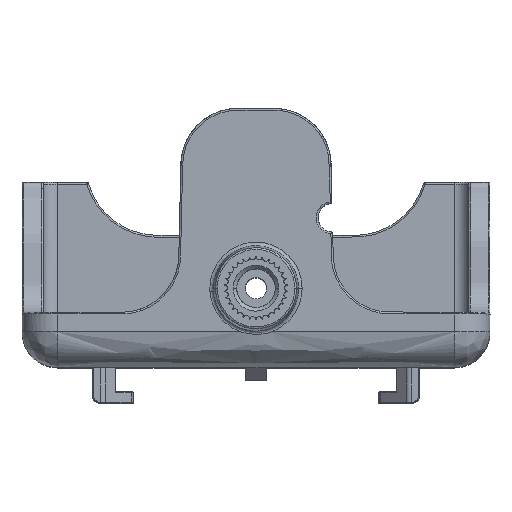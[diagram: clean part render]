
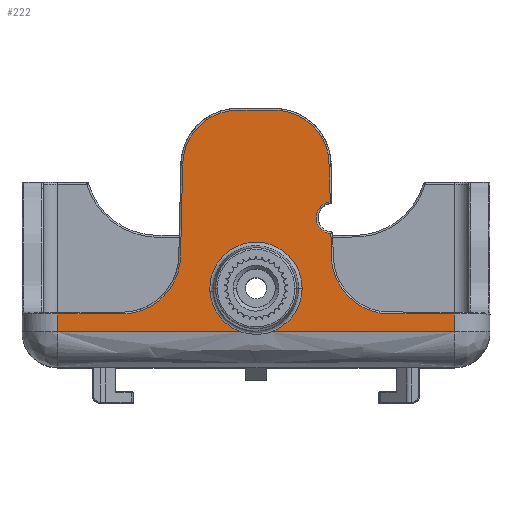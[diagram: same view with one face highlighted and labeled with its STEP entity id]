
A CAD part, top view. The second image highlights one B-rep face of the part: STEP entity #222.
In plain terms, the highlighted free-form (B-spline) face has degree [3, 3] with [4, 4] control points.
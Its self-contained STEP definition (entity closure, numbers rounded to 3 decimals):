
#222=ADVANCED_FACE('',(#719),#7776,.T.);
#719=FACE_OUTER_BOUND('',#1221,.T.);
#1221=EDGE_LOOP('',(#2281,#2282,#2283,#2284,#2285,#2286,#2287,#2288,#2289,
#2290));
#2281=ORIENTED_EDGE('',*,*,#4718,.T.);
#2282=ORIENTED_EDGE('',*,*,#4191,.T.);
#2283=ORIENTED_EDGE('',*,*,#4700,.T.);
#2284=ORIENTED_EDGE('',*,*,#5019,.F.);
#2285=ORIENTED_EDGE('',*,*,#4812,.F.);
#2286=ORIENTED_EDGE('',*,*,#5017,.F.);
#2287=ORIENTED_EDGE('',*,*,#4974,.F.);
#2288=ORIENTED_EDGE('',*,*,#4188,.T.);
#2289=ORIENTED_EDGE('',*,*,#4717,.F.);
#2290=ORIENTED_EDGE('',*,*,#4719,.F.);
#4188=EDGE_CURVE('',#6805,#6808,#5493,.T.);
#4191=EDGE_CURVE('',#6807,#6806,#5495,.T.);
#4700=EDGE_CURVE('',#6806,#7200,#6004,.T.);
#4717=EDGE_CURVE('',#7203,#6808,#6021,.T.);
#4718=EDGE_CURVE('',#7202,#6807,#6022,.T.);
#4719=EDGE_CURVE('',#7202,#7203,#6023,.T.);
#4812=EDGE_CURVE('',#7201,#7199,#6116,.T.);
#4974=EDGE_CURVE('',#6805,#7198,#6267,.T.);
#5017=EDGE_CURVE('',#7198,#7201,#6269,.T.);
#5019=EDGE_CURVE('',#7199,#7200,#6270,.T.);
#5493=B_SPLINE_CURVE_WITH_KNOTS('',1,(#14738,#14739),.UNSPECIFIED.,.F.,
 .F.,(2,2),(0.,25.654),.UNSPECIFIED.);
#5495=B_SPLINE_CURVE_WITH_KNOTS('',1,(#14745,#14746),.UNSPECIFIED.,.F.,
 .F.,(2,2),(29.896,55.55),.UNSPECIFIED.);
#6004=B_SPLINE_CURVE_WITH_KNOTS('',3,(#16792,#16793,#16794,#16795),
 .UNSPECIFIED.,.F.,.F.,(4,4),(-35.,-32.5),.UNSPECIFIED.);
#6021=B_SPLINE_CURVE_WITH_KNOTS('',3,(#16863,#16864,#16865,#16866,#16867),
 .UNSPECIFIED.,.F.,.F.,(4,1,4),(-19.855,-14.891,-12.305),
 .UNSPECIFIED.);
#6022=B_SPLINE_CURVE_WITH_KNOTS('',3,(#16868,#16869,#16870,#16871,#16872),
 .UNSPECIFIED.,.F.,.F.,(4,1,4),(0.,4.964,7.983),
 .UNSPECIFIED.);
#6023=B_SPLINE_CURVE_WITH_KNOTS('',3,(#16873,#16874,#16875,#16876,#16877,
#16878,#16879),.UNSPECIFIED.,.F.,.F.,(4,1,1,1,4),(-40.577,-35.396,
-30.216,-25.035,-19.855),.UNSPECIFIED.);
#6116=B_SPLINE_CURVE_WITH_KNOTS('',3,(#17300,#17301,#17302,#17303,#17304,
#17305),.UNSPECIFIED.,.F.,.F.,(4,1,1,4),(0.251,1.892,
3.534,6.818),.UNSPECIFIED.);
#6267=B_SPLINE_CURVE_WITH_KNOTS('',1,(#18017,#18018),.UNSPECIFIED.,.F.,
 .F.,(2,2),(-35.,-32.5),.UNSPECIFIED.);
#6269=B_SPLINE_CURVE_WITH_KNOTS('',3,(#18219,#18220,#18221,#18222,#18223,
#18224,#18225,#18226,#18227,#18228,#18229,#18230,#18231,#18232,#18233,#18234,
#18235,#18236,#18237,#18238,#18239,#18240,#18241,#18242,#18243),
 .UNSPECIFIED.,.F.,.F.,(4,3,1,3,3,1,3,3,1,3,4),(0.,8.962,
15.349,21.736,34.648,40.648,46.648,
51.702,57.702,63.702,68.967),
 .UNSPECIFIED.);
#6270=B_SPLINE_CURVE_WITH_KNOTS('',3,(#18247,#18248,#18249,#18250,#18251,
#18252,#18253,#18254,#18255,#18256,#18257),.UNSPECIFIED.,.F.,.F.,(4,3,1,
3,4),(0.237,3.411,9.798,16.184,
25.147),.UNSPECIFIED.);
#6805=VERTEX_POINT('',#14154);
#6806=VERTEX_POINT('',#14155);
#6807=VERTEX_POINT('',#14156);
#6808=VERTEX_POINT('',#14157);
#7198=VERTEX_POINT('',#14547);
#7199=VERTEX_POINT('',#14548);
#7200=VERTEX_POINT('',#14549);
#7201=VERTEX_POINT('',#14550);
#7202=VERTEX_POINT('',#14551);
#7203=VERTEX_POINT('',#14552);
#7776=B_SPLINE_SURFACE_WITH_KNOTS('',3,3,((#10776,#10777,#10778,#10779),
(#10780,#10781,#10782,#10783),(#10784,#10785,#10786,#10787),(#10788,#10789,
#10790,#10791)),.UNSPECIFIED.,.F.,.F.,.F.,(4,4),(4,4),(0.,55.55),
(3.7,35.),.UNSPECIFIED.);
#10776=CARTESIAN_POINT('',(27.775,36.3,47.5));
#10777=CARTESIAN_POINT('',(27.775,25.867,47.5));
#10778=CARTESIAN_POINT('',(27.775,15.433,47.5));
#10779=CARTESIAN_POINT('',(27.775,5.,47.5));
#10780=CARTESIAN_POINT('',(9.258,36.3,47.5));
#10781=CARTESIAN_POINT('',(9.258,25.867,47.5));
#10782=CARTESIAN_POINT('',(9.258,15.433,47.5));
#10783=CARTESIAN_POINT('',(9.258,5.,47.5));
#10784=CARTESIAN_POINT('',(-9.258,36.3,47.5));
#10785=CARTESIAN_POINT('',(-9.258,25.867,47.5));
#10786=CARTESIAN_POINT('',(-9.258,15.433,47.5));
#10787=CARTESIAN_POINT('',(-9.258,5.,47.5));
#10788=CARTESIAN_POINT('',(-27.775,36.3,47.5));
#10789=CARTESIAN_POINT('',(-27.775,25.867,47.5));
#10790=CARTESIAN_POINT('',(-27.775,15.433,47.5));
#10791=CARTESIAN_POINT('',(-27.775,5.,47.5));
#14154=CARTESIAN_POINT('',(-27.775,5.,47.5));
#14155=CARTESIAN_POINT('',(27.775,5.,47.5));
#14156=CARTESIAN_POINT('',(2.119,5.002,47.5));
#14157=CARTESIAN_POINT('',(-2.12,5.002,47.5));
#14547=CARTESIAN_POINT('',(-27.775,7.5,47.5));
#14548=CARTESIAN_POINT('',(10.494,18.738,47.5));
#14549=CARTESIAN_POINT('',(27.775,7.5,47.5));
#14550=CARTESIAN_POINT('',(10.393,23.21,47.5));
#14551=CARTESIAN_POINT('',(6.458,11.1,47.5));
#14552=CARTESIAN_POINT('',(-6.444,10.666,47.5));
#14738=CARTESIAN_POINT('',(-27.775,5.,47.5));
#14739=CARTESIAN_POINT('',(-2.12,5.002,47.5));
#14745=CARTESIAN_POINT('',(2.119,5.002,47.5));
#14746=CARTESIAN_POINT('',(27.775,5.,47.5));
#16792=CARTESIAN_POINT('',(27.775,5.,47.5));
#16793=CARTESIAN_POINT('',(27.775,5.833,47.5));
#16794=CARTESIAN_POINT('',(27.775,6.667,47.5));
#16795=CARTESIAN_POINT('',(27.775,7.5,47.5));
#16863=CARTESIAN_POINT('',(-6.444,10.666,47.5));
#16864=CARTESIAN_POINT('',(-6.341,9.013,47.5));
#16865=CARTESIAN_POINT('',(-5.152,6.58,47.5));
#16866=CARTESIAN_POINT('',(-2.934,5.287,47.5));
#16867=CARTESIAN_POINT('',(-2.12,5.002,47.5));
#16868=CARTESIAN_POINT('',(6.458,11.1,47.5));
#16869=CARTESIAN_POINT('',(6.468,9.443,47.5));
#16870=CARTESIAN_POINT('',(5.384,6.792,47.5));
#16871=CARTESIAN_POINT('',(3.069,5.336,47.5));
#16872=CARTESIAN_POINT('',(2.119,5.002,47.5));
#16873=CARTESIAN_POINT('',(6.458,11.1,47.5));
#16874=CARTESIAN_POINT('',(6.469,12.829,47.5));
#16875=CARTESIAN_POINT('',(4.991,16.263,47.5));
#16876=CARTESIAN_POINT('',(-0.242,18.288,47.5));
#16877=CARTESIAN_POINT('',(-5.327,15.916,47.5));
#16878=CARTESIAN_POINT('',(-6.57,12.391,47.5));
#16879=CARTESIAN_POINT('',(-6.444,10.666,47.5));
#17300=CARTESIAN_POINT('',(10.393,23.21,47.5));
#17301=CARTESIAN_POINT('',(9.85,23.137,47.5));
#17302=CARTESIAN_POINT('',(8.829,22.583,47.5));
#17303=CARTESIAN_POINT('',(8.017,20.355,47.5));
#17304=CARTESIAN_POINT('',(9.371,18.803,47.5));
#17305=CARTESIAN_POINT('',(10.494,18.738,47.5));
#18017=CARTESIAN_POINT('',(-27.775,5.,47.5));
#18018=CARTESIAN_POINT('',(-27.775,7.5,47.5));
#18219=CARTESIAN_POINT('',(-27.775,7.5,47.5));
#18220=CARTESIAN_POINT('',(-24.788,7.5,47.5));
#18221=CARTESIAN_POINT('',(-21.8,7.5,47.5));
#18222=CARTESIAN_POINT('',(-18.813,7.5,47.5));
#18223=CARTESIAN_POINT('',(-16.681,7.486,47.5));
#18224=CARTESIAN_POINT('',(-12.446,9.239,47.5));
#18225=CARTESIAN_POINT('',(-10.599,13.434,47.5));
#18226=CARTESIAN_POINT('',(-10.565,15.565,47.5));
#18227=CARTESIAN_POINT('',(-10.468,19.868,47.5));
#18228=CARTESIAN_POINT('',(-10.372,24.171,47.5));
#18229=CARTESIAN_POINT('',(-10.275,28.474,47.5));
#18230=CARTESIAN_POINT('',(-10.244,30.476,47.5));
#18231=CARTESIAN_POINT('',(-8.508,34.416,47.5));
#18232=CARTESIAN_POINT('',(-4.529,36.063,47.5));
#18233=CARTESIAN_POINT('',(-2.527,36.05,47.5));
#18234=CARTESIAN_POINT('',(-0.842,36.05,47.5));
#18235=CARTESIAN_POINT('',(0.842,36.05,47.5));
#18236=CARTESIAN_POINT('',(2.527,36.05,47.5));
#18237=CARTESIAN_POINT('',(4.529,36.063,47.5));
#18238=CARTESIAN_POINT('',(8.508,34.416,47.5));
#18239=CARTESIAN_POINT('',(10.244,30.476,47.5));
#18240=CARTESIAN_POINT('',(10.275,28.474,47.5));
#18241=CARTESIAN_POINT('',(10.315,26.719,47.5));
#18242=CARTESIAN_POINT('',(10.354,24.965,47.5));
#18243=CARTESIAN_POINT('',(10.393,23.21,47.5));
#18247=CARTESIAN_POINT('',(10.494,18.738,47.5));
#18248=CARTESIAN_POINT('',(10.517,17.681,47.5));
#18249=CARTESIAN_POINT('',(10.541,16.623,47.5));
#18250=CARTESIAN_POINT('',(10.565,15.565,47.5));
#18251=CARTESIAN_POINT('',(10.599,13.434,47.5));
#18252=CARTESIAN_POINT('',(12.446,9.24,47.5));
#18253=CARTESIAN_POINT('',(16.681,7.486,47.5));
#18254=CARTESIAN_POINT('',(18.813,7.5,47.5));
#18255=CARTESIAN_POINT('',(21.8,7.5,47.5));
#18256=CARTESIAN_POINT('',(24.788,7.5,47.5));
#18257=CARTESIAN_POINT('',(27.775,7.5,47.5));
